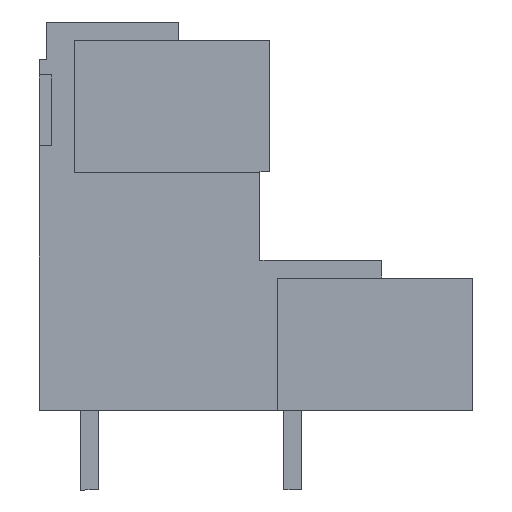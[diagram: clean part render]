
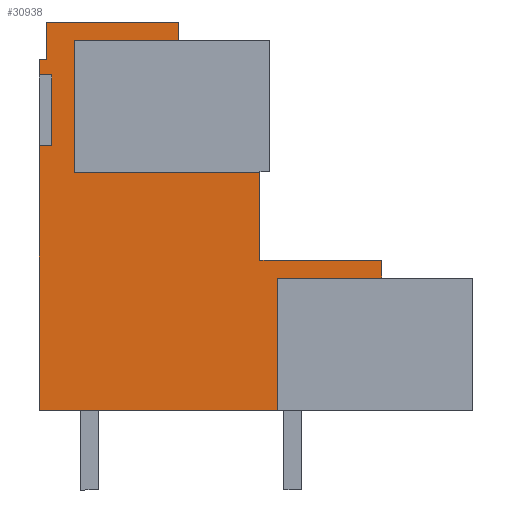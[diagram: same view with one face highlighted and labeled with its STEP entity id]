
A CAD part, left-side view. The second image highlights one B-rep face of the part: STEP entity #30938.
In plain terms, the highlighted planar face has unit normal (-1, 0, 0).
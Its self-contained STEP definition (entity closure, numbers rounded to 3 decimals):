
#30916=AXIS2_PLACEMENT_3D('Plane Axis2P3D',#30913,#30914,#30915) ;
#1881=CARTESIAN_POINT('Vertex',(3.45,5.15,12.)) ;
#1884=CARTESIAN_POINT('Line Origine',(3.45,8.1,12.)) ;
#1888=CARTESIAN_POINT('Vertex',(3.45,11.05,12.)) ;
#2660=CARTESIAN_POINT('Vertex',(3.45,5.15,13.)) ;
#2663=CARTESIAN_POINT('Line Origine',(3.45,5.15,12.5)) ;
#2691=CARTESIAN_POINT('Vertex',(3.45,12.05,13.)) ;
#2694=CARTESIAN_POINT('Line Origine',(3.45,8.6,13.)) ;
#2727=CARTESIAN_POINT('Vertex',(3.45,12.05,18.)) ;
#2730=CARTESIAN_POINT('Line Origine',(3.45,12.05,15.5)) ;
#2827=CARTESIAN_POINT('Vertex',(3.45,16.65,25.475)) ;
#2830=CARTESIAN_POINT('Line Origine',(3.45,19.6,25.475)) ;
#2834=CARTESIAN_POINT('Vertex',(3.45,22.55,25.475)) ;
#3620=CARTESIAN_POINT('Vertex',(3.45,16.65,26.5)) ;
#3623=CARTESIAN_POINT('Line Origine',(3.45,16.65,25.988)) ;
#3707=CARTESIAN_POINT('Vertex',(3.45,24.15,26.5)) ;
#3710=CARTESIAN_POINT('Line Origine',(3.45,20.4,26.5)) ;
#4097=CARTESIAN_POINT('Vertex',(3.45,24.55,24.39)) ;
#4100=CARTESIAN_POINT('Line Origine',(3.45,24.35,24.39)) ;
#4104=CARTESIAN_POINT('Vertex',(3.45,24.15,24.39)) ;
#5273=CARTESIAN_POINT('Vertex',(3.45,24.55,4.5)) ;
#5276=CARTESIAN_POINT('Line Origine',(3.45,24.55,12.)) ;
#5280=CARTESIAN_POINT('Vertex',(3.45,24.55,19.5)) ;
#5301=CARTESIAN_POINT('Vertex',(3.45,24.55,23.5)) ;
#5304=CARTESIAN_POINT('Line Origine',(3.45,24.55,23.945)) ;
#6046=CARTESIAN_POINT('Vertex',(3.45,11.05,4.5)) ;
#6049=CARTESIAN_POINT('Line Origine',(3.45,17.8,4.5)) ;
#28028=CARTESIAN_POINT('Line Origine',(3.45,22.55,21.738)) ;
#28032=CARTESIAN_POINT('Vertex',(3.45,22.55,18.)) ;
#28408=CARTESIAN_POINT('Line Origine',(3.45,17.3,18.)) ;
#30488=CARTESIAN_POINT('Line Origine',(3.45,23.85,21.5)) ;
#30492=CARTESIAN_POINT('Vertex',(3.45,23.85,23.5)) ;
#30494=CARTESIAN_POINT('Vertex',(3.45,23.85,19.5)) ;
#30552=CARTESIAN_POINT('Line Origine',(3.45,24.15,25.445)) ;
#30626=CARTESIAN_POINT('Line Origine',(3.45,24.2,19.5)) ;
#30660=CARTESIAN_POINT('Line Origine',(3.45,24.2,23.5)) ;
#30891=CARTESIAN_POINT('Line Origine',(3.45,11.05,8.25)) ;
#30913=CARTESIAN_POINT('Axis2P3D Location',(3.45,24.15,4.5)) ;
#1885=DIRECTION('Vector Direction',(0.,1.,0.)) ;
#2664=DIRECTION('Vector Direction',(0.,0.,1.)) ;
#2695=DIRECTION('Vector Direction',(0.,1.,0.)) ;
#2731=DIRECTION('Vector Direction',(0.,0.,1.)) ;
#2831=DIRECTION('Vector Direction',(0.,1.,0.)) ;
#3624=DIRECTION('Vector Direction',(0.,0.,1.)) ;
#3711=DIRECTION('Vector Direction',(0.,1.,0.)) ;
#4101=DIRECTION('Vector Direction',(0.,1.,0.)) ;
#5277=DIRECTION('Vector Direction',(0.,0.,-1.)) ;
#5305=DIRECTION('Vector Direction',(0.,0.,-1.)) ;
#6050=DIRECTION('Vector Direction',(0.,-1.,0.)) ;
#28029=DIRECTION('Vector Direction',(0.,0.,-1.)) ;
#28409=DIRECTION('Vector Direction',(0.,1.,0.)) ;
#30489=DIRECTION('Vector Direction',(0.,0.,-1.)) ;
#30553=DIRECTION('Vector Direction',(0.,0.,-1.)) ;
#30627=DIRECTION('Vector Direction',(0.,-1.,0.)) ;
#30661=DIRECTION('Vector Direction',(0.,-1.,0.)) ;
#30892=DIRECTION('Vector Direction',(0.,0.,-1.)) ;
#30914=DIRECTION('Axis2P3D Direction',(-1.,0.,0.)) ;
#30915=DIRECTION('Axis2P3D XDirection',(0.,1.,0.)) ;
#1886=VECTOR('Line Direction',#1885,1.) ;
#2665=VECTOR('Line Direction',#2664,1.) ;
#2696=VECTOR('Line Direction',#2695,1.) ;
#2732=VECTOR('Line Direction',#2731,1.) ;
#2832=VECTOR('Line Direction',#2831,1.) ;
#3625=VECTOR('Line Direction',#3624,1.) ;
#3712=VECTOR('Line Direction',#3711,1.) ;
#4102=VECTOR('Line Direction',#4101,1.) ;
#5278=VECTOR('Line Direction',#5277,1.) ;
#5306=VECTOR('Line Direction',#5305,1.) ;
#6051=VECTOR('Line Direction',#6050,1.) ;
#28030=VECTOR('Line Direction',#28029,1.) ;
#28410=VECTOR('Line Direction',#28409,1.) ;
#30490=VECTOR('Line Direction',#30489,1.) ;
#30554=VECTOR('Line Direction',#30553,1.) ;
#30628=VECTOR('Line Direction',#30627,1.) ;
#30662=VECTOR('Line Direction',#30661,1.) ;
#30893=VECTOR('Line Direction',#30892,1.) ;
#30919=ORIENTED_EDGE('',*,*,#2836,.F.) ;
#30920=ORIENTED_EDGE('',*,*,#3627,.T.) ;
#30921=ORIENTED_EDGE('',*,*,#3714,.T.) ;
#30922=ORIENTED_EDGE('',*,*,#30556,.T.) ;
#30923=ORIENTED_EDGE('',*,*,#4106,.T.) ;
#30924=ORIENTED_EDGE('',*,*,#5308,.T.) ;
#30925=ORIENTED_EDGE('',*,*,#30664,.T.) ;
#30926=ORIENTED_EDGE('',*,*,#30496,.T.) ;
#30927=ORIENTED_EDGE('',*,*,#30630,.F.) ;
#30928=ORIENTED_EDGE('',*,*,#5282,.T.) ;
#30929=ORIENTED_EDGE('',*,*,#6053,.T.) ;
#30930=ORIENTED_EDGE('',*,*,#30895,.F.) ;
#30931=ORIENTED_EDGE('',*,*,#1890,.F.) ;
#30932=ORIENTED_EDGE('',*,*,#2667,.T.) ;
#30933=ORIENTED_EDGE('',*,*,#2698,.T.) ;
#30934=ORIENTED_EDGE('',*,*,#2734,.T.) ;
#30935=ORIENTED_EDGE('',*,*,#28412,.T.) ;
#30936=ORIENTED_EDGE('',*,*,#28034,.F.) ;
#30938=ADVANCED_FACE('HOUSING',(#30937),#30917,.T.) ;
#1890=EDGE_CURVE('',#1882,#1889,#1887,.T.) ;
#2667=EDGE_CURVE('',#1882,#2661,#2666,.T.) ;
#2698=EDGE_CURVE('',#2661,#2692,#2697,.T.) ;
#2734=EDGE_CURVE('',#2692,#2728,#2733,.T.) ;
#2836=EDGE_CURVE('',#2828,#2835,#2833,.T.) ;
#3627=EDGE_CURVE('',#2828,#3621,#3626,.T.) ;
#3714=EDGE_CURVE('',#3621,#3708,#3713,.T.) ;
#4106=EDGE_CURVE('',#4105,#4098,#4103,.T.) ;
#5282=EDGE_CURVE('',#5281,#5274,#5279,.T.) ;
#5308=EDGE_CURVE('',#4098,#5302,#5307,.T.) ;
#6053=EDGE_CURVE('',#5274,#6047,#6052,.T.) ;
#28034=EDGE_CURVE('',#2835,#28033,#28031,.T.) ;
#28412=EDGE_CURVE('',#2728,#28033,#28411,.T.) ;
#30496=EDGE_CURVE('',#30493,#30495,#30491,.T.) ;
#30556=EDGE_CURVE('',#3708,#4105,#30555,.T.) ;
#30630=EDGE_CURVE('',#5281,#30495,#30629,.T.) ;
#30664=EDGE_CURVE('',#5302,#30493,#30663,.T.) ;
#30895=EDGE_CURVE('',#1889,#6047,#30894,.T.) ;
#30918=EDGE_LOOP('',(#30919,#30920,#30921,#30922,#30923,#30924,#30925,#30926,#30927,#30928,#30929,#30930,#30931,#30932,#30933,#30934,#30935,#30936)) ;
#30937=FACE_OUTER_BOUND('',#30918,.T.) ;
#1887=LINE('Line',#1884,#1886) ;
#2666=LINE('Line',#2663,#2665) ;
#2697=LINE('Line',#2694,#2696) ;
#2733=LINE('Line',#2730,#2732) ;
#2833=LINE('Line',#2830,#2832) ;
#3626=LINE('Line',#3623,#3625) ;
#3713=LINE('Line',#3710,#3712) ;
#4103=LINE('Line',#4100,#4102) ;
#5279=LINE('Line',#5276,#5278) ;
#5307=LINE('Line',#5304,#5306) ;
#6052=LINE('Line',#6049,#6051) ;
#28031=LINE('Line',#28028,#28030) ;
#28411=LINE('Line',#28408,#28410) ;
#30491=LINE('Line',#30488,#30490) ;
#30555=LINE('Line',#30552,#30554) ;
#30629=LINE('Line',#30626,#30628) ;
#30663=LINE('Line',#30660,#30662) ;
#30894=LINE('Line',#30891,#30893) ;
#30917=PLANE('',#30916) ;
#1882=VERTEX_POINT('',#1881) ;
#1889=VERTEX_POINT('',#1888) ;
#2661=VERTEX_POINT('',#2660) ;
#2692=VERTEX_POINT('',#2691) ;
#2728=VERTEX_POINT('',#2727) ;
#2828=VERTEX_POINT('',#2827) ;
#2835=VERTEX_POINT('',#2834) ;
#3621=VERTEX_POINT('',#3620) ;
#3708=VERTEX_POINT('',#3707) ;
#4098=VERTEX_POINT('',#4097) ;
#4105=VERTEX_POINT('',#4104) ;
#5274=VERTEX_POINT('',#5273) ;
#5281=VERTEX_POINT('',#5280) ;
#5302=VERTEX_POINT('',#5301) ;
#6047=VERTEX_POINT('',#6046) ;
#28033=VERTEX_POINT('',#28032) ;
#30493=VERTEX_POINT('',#30492) ;
#30495=VERTEX_POINT('',#30494) ;
